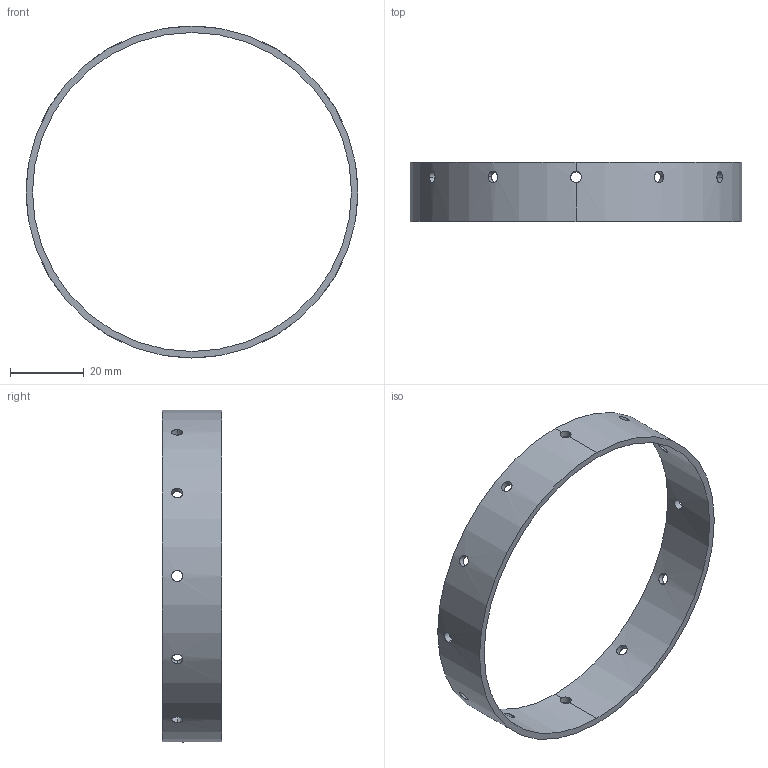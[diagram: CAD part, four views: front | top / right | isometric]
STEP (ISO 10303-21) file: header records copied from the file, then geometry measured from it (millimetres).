
FILE_DESCRIPTION (( 'STEP AP214' ), '1' );
FILE_NAME ('fsa80_29e_output_long - ¸±±¾.STEP', '2024-08-27T07:14:02', ( '' ), ( '' ), 'SwSTEP 2.0', 'SolidWorks 2021', '' );
FILE_SCHEMA (( 'AUTOMOTIVE_DESIGN' ));
Length unit declared in the file: millimetre
Products named in the file (1): fsa80_29e_output_long - 萵掛
Bounding box: 89.8 x 16 x 89.8 mm (x, y, z)
Volume: 7596.2 mm3; surface area: 9848.2 mm2
Topology: 1 solids, 1 shells, 30 faces, 96 edges, 64 vertices
Faces by surface type: cylinder 28, plane 2
Entity records: 2230 total; most frequent: CARTESIAN_POINT 1399, ORIENTED_EDGE 192, DIRECTION 110, EDGE_CURVE 96, VERTEX_POINT 64, B_SPLINE_CURVE_WITH_KNOTS 56, EDGE_LOOP 52, AXIS2_PLACEMENT_3D 39
